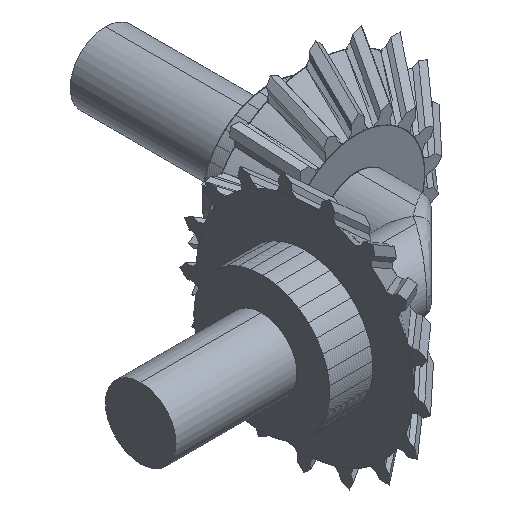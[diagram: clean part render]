
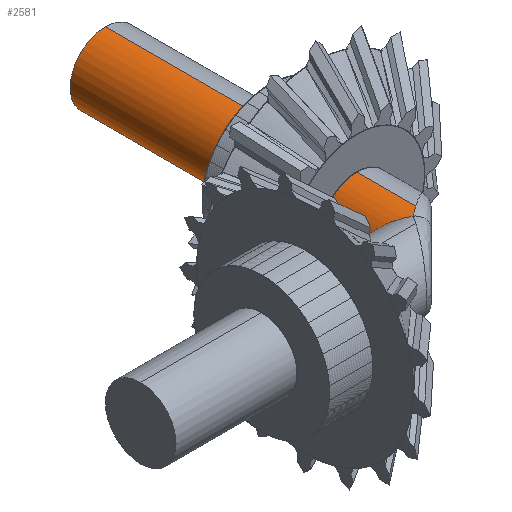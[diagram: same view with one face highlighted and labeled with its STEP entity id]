
A CAD part, isometric view. The second image highlights one B-rep face of the part: STEP entity #2581.
In plain terms, the highlighted cylindrical face has radius 32.5 mm (diameter 65 mm), a partial arc.
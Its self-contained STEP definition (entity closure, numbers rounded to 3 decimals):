
#293 = CARTESIAN_POINT ( 'NONE',  ( 267.5, 14.142, 32.5 ) ) ;
#492 = EDGE_CURVE ( 'NONE', #8308, #14449, #11329, .T. ) ;
#816 = AXIS2_PLACEMENT_3D ( 'NONE', #1032, #11381, #3409 ) ;
#1032 = CARTESIAN_POINT ( 'NONE',  ( 267.5, 300., 0. ) ) ;
#1387 = DIRECTION ( 'NONE',  ( 0., -1., 0. ) ) ;
#1649 = DIRECTION ( 'NONE',  ( 0., -1., 0. ) ) ;
#1859 = EDGE_CURVE ( 'NONE', #8070, #8308, #10203, .T. ) ;
#2039 = CARTESIAN_POINT ( 'NONE',  ( 219.056, 48.444, 20.741 ) ) ;
#2581 = ADVANCED_FACE ( 'NONE', ( #6076 ), #7047, .T. ) ;
#2682 = VERTEX_POINT ( 'NONE', #4281 ) ;
#2692 = LINE ( 'NONE', #14029, #8868 ) ;
#2718 = CARTESIAN_POINT ( 'NONE',  ( 259.143, 8.357, -31.407 ) ) ;
#2954 = CIRCLE ( 'NONE', #816, 32.5 ) ;
#3240 = CARTESIAN_POINT ( 'NONE',  ( 267.5, 14.142, 32.5 ) ) ;
#3409 = DIRECTION ( 'NONE',  ( 0., 0., 1. ) ) ;
#3797 = CARTESIAN_POINT ( 'NONE',  ( 264.675, 12.186, 32.5 ) ) ;
#3841 = CARTESIAN_POINT ( 'NONE',  ( 267.5, 300., 0. ) ) ;
#4281 = CARTESIAN_POINT ( 'NONE',  ( 267.5, 300., -32.5 ) ) ;
#5386 = AXIS2_PLACEMENT_3D ( 'NONE', #3841, #1387, #12937 ) ;
#6076 = FACE_OUTER_BOUND ( 'NONE', #13358, .T. ) ;
#6331 = EDGE_CURVE ( 'NONE', #2682, #9919, #2692, .T. ) ;
#6387 = CARTESIAN_POINT ( 'NONE',  ( 267.5, 14.142, -32.5 ) ) ;
#6514 = CARTESIAN_POINT ( 'NONE',  ( 261.873, 10.247, -32.134 ) ) ;
#6843 = DIRECTION ( 'NONE',  ( 0., -1., 0. ) ) ;
#7047 = CYLINDRICAL_SURFACE ( 'NONE', #5386, 32.5 ) ;
#7080 = ORIENTED_EDGE ( 'NONE', *, *, #1859, .T. ) ;
#7931 = ORIENTED_EDGE ( 'NONE', *, *, #12887, .F. ) ;
#8019 = ORIENTED_EDGE ( 'NONE', *, *, #11222, .T. ) ;
#8070 = VERTEX_POINT ( 'NONE', #2718 ) ;
#8308 = VERTEX_POINT ( 'NONE', #13967 ) ;
#8382 = ORIENTED_EDGE ( 'NONE', *, *, #6331, .T. ) ;
#8820 = CARTESIAN_POINT ( 'NONE',  ( 219.056, 48.444, -20.741 ) ) ;
#8868 = VECTOR ( 'NONE', #1649, 1000. ) ;
#9085 = CARTESIAN_POINT ( 'NONE',  ( 267.5, 300., 32.5 ) ) ;
#9501 = EDGE_CURVE ( 'NONE', #2682, #9825, #2954, .T. ) ;
#9825 = VERTEX_POINT ( 'NONE', #10789 ) ;
#9919 = VERTEX_POINT ( 'NONE', #6387 ) ;
#10203 =( BOUNDED_CURVE ( )  B_SPLINE_CURVE ( 3, ( #12323, #8820, #2039, #11132 ),
 .UNSPECIFIED., .F., .F. ) 
 B_SPLINE_CURVE_WITH_KNOTS ( ( 4, 4 ),
 ( 4.972, 7.594 ),
 .UNSPECIFIED. ) 
 CURVE ( )  GEOMETRIC_REPRESENTATION_ITEM ( )  RATIONAL_B_SPLINE_CURVE ( ( 1., 0.505, 0.505, 1. ) ) 
 REPRESENTATION_ITEM ( '' )  );
#10504 = VECTOR ( 'NONE', #6843, 1000. ) ;
#10789 = CARTESIAN_POINT ( 'NONE',  ( 267.5, 300., 32.5 ) ) ;
#11057 = CARTESIAN_POINT ( 'NONE',  ( 259.143, 8.357, -31.407 ) ) ;
#11131 = CARTESIAN_POINT ( 'NONE',  ( 264.675, 12.186, -32.5 ) ) ;
#11132 = CARTESIAN_POINT ( 'NONE',  ( 259.143, 8.357, 31.407 ) ) ;
#11222 = EDGE_CURVE ( 'NONE', #9919, #8070, #13256, .T. ) ;
#11329 =( BOUNDED_CURVE ( )  B_SPLINE_CURVE ( 3, ( #14018, #12822, #3797, #293 ),
 .UNSPECIFIED., .F., .F. ) 
 B_SPLINE_CURVE_WITH_KNOTS ( ( 4, 4 ),
 ( 1.311, 1.571 ),
 .UNSPECIFIED. ) 
 CURVE ( )  GEOMETRIC_REPRESENTATION_ITEM ( )  RATIONAL_B_SPLINE_CURVE ( ( 1., 0.994, 0.994, 1. ) ) 
 REPRESENTATION_ITEM ( '' )  );
#11381 = DIRECTION ( 'NONE',  ( 0., 1., 0. ) ) ;
#11388 = LINE ( 'NONE', #9085, #10504 ) ;
#12047 = ORIENTED_EDGE ( 'NONE', *, *, #9501, .F. ) ;
#12323 = CARTESIAN_POINT ( 'NONE',  ( 259.143, 8.357, -31.407 ) ) ;
#12822 = CARTESIAN_POINT ( 'NONE',  ( 261.873, 10.247, 32.134 ) ) ;
#12887 = EDGE_CURVE ( 'NONE', #9825, #14449, #11388, .T. ) ;
#12937 = DIRECTION ( 'NONE',  ( 0., 0., -1. ) ) ;
#12982 = ORIENTED_EDGE ( 'NONE', *, *, #492, .T. ) ;
#13224 = CARTESIAN_POINT ( 'NONE',  ( 267.5, 14.142, -32.5 ) ) ;
#13256 =( BOUNDED_CURVE ( )  B_SPLINE_CURVE ( 3, ( #13224, #11131, #6514, #11057 ),
 .UNSPECIFIED., .F., .F. ) 
 B_SPLINE_CURVE_WITH_KNOTS ( ( 4, 4 ),
 ( 4.712, 4.972 ),
 .UNSPECIFIED. ) 
 CURVE ( )  GEOMETRIC_REPRESENTATION_ITEM ( )  RATIONAL_B_SPLINE_CURVE ( ( 1., 0.994, 0.994, 1. ) ) 
 REPRESENTATION_ITEM ( '' )  );
#13358 = EDGE_LOOP ( 'NONE', ( #7931, #12047, #8382, #8019, #7080, #12982 ) ) ;
#13967 = CARTESIAN_POINT ( 'NONE',  ( 259.143, 8.357, 31.407 ) ) ;
#14018 = CARTESIAN_POINT ( 'NONE',  ( 259.143, 8.357, 31.407 ) ) ;
#14029 = CARTESIAN_POINT ( 'NONE',  ( 267.5, 300., -32.5 ) ) ;
#14449 = VERTEX_POINT ( 'NONE', #3240 ) ;
